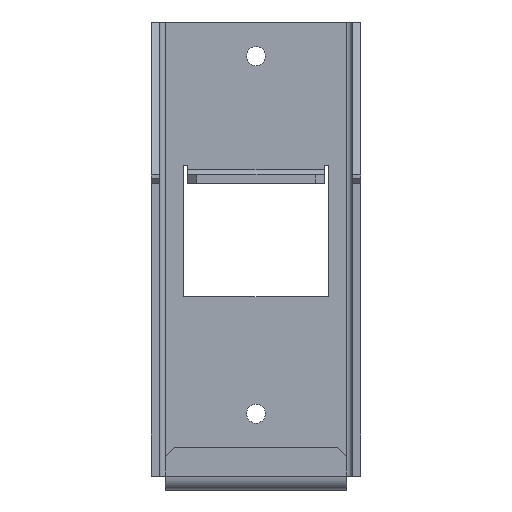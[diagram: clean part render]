
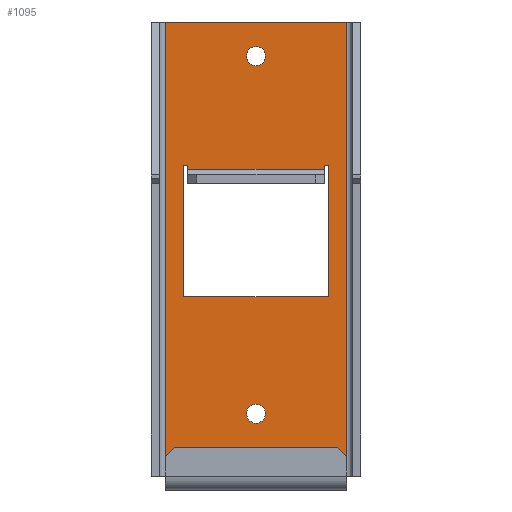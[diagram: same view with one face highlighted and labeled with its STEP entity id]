
A CAD part, top view. The second image highlights one B-rep face of the part: STEP entity #1095.
In plain terms, the highlighted planar face has unit normal (0, 0, 1).
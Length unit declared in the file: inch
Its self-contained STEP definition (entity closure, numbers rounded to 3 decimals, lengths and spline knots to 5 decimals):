
#62=LINE('',#1708,#188);
#63=LINE('',#1710,#189);
#64=LINE('',#1712,#190);
#65=LINE('',#1713,#191);
#66=LINE('',#1716,#192);
#67=LINE('',#1718,#193);
#68=LINE('',#1720,#194);
#69=LINE('',#1722,#195);
#70=LINE('',#1724,#196);
#71=LINE('',#1726,#197);
#72=LINE('',#1728,#198);
#73=LINE('',#1729,#199);
#188=VECTOR('',#1364,39.37008);
#189=VECTOR('',#1365,39.37008);
#190=VECTOR('',#1366,39.37008);
#191=VECTOR('',#1367,39.37008);
#192=VECTOR('',#1368,39.37008);
#193=VECTOR('',#1369,39.37008);
#194=VECTOR('',#1370,39.37008);
#195=VECTOR('',#1371,39.37008);
#196=VECTOR('',#1372,39.37008);
#197=VECTOR('',#1373,39.37008);
#198=VECTOR('',#1374,39.37008);
#199=VECTOR('',#1375,39.37008);
#277=PLANE('',#1193);
#328=FACE_BOUND('',#425,.T.);
#329=FACE_BOUND('',#426,.T.);
#330=FACE_BOUND('',#427,.T.);
#349=FACE_OUTER_BOUND('',#424,.T.);
#424=EDGE_LOOP('',(#829,#830,#831,#832));
#425=EDGE_LOOP('',(#833));
#426=EDGE_LOOP('',(#834));
#427=EDGE_LOOP('',(#835,#836,#837,#838,#839,#840,#841,#842));
#489=CIRCLE('',#1176,0.105);
#491=CIRCLE('',#1179,0.105);
#517=VERTEX_POINT('',#1597);
#519=VERTEX_POINT('',#1602);
#526=VERTEX_POINT('',#1618);
#562=VERTEX_POINT('',#1707);
#563=VERTEX_POINT('',#1709);
#564=VERTEX_POINT('',#1711);
#565=VERTEX_POINT('',#1714);
#566=VERTEX_POINT('',#1715);
#567=VERTEX_POINT('',#1717);
#568=VERTEX_POINT('',#1719);
#569=VERTEX_POINT('',#1721);
#570=VERTEX_POINT('',#1723);
#571=VERTEX_POINT('',#1725);
#572=VERTEX_POINT('',#1727);
#609=EDGE_CURVE('',#517,#517,#489,.T.);
#611=EDGE_CURVE('',#519,#519,#491,.T.);
#662=EDGE_CURVE('',#562,#526,#62,.T.);
#663=EDGE_CURVE('',#526,#563,#63,.T.);
#664=EDGE_CURVE('',#563,#564,#64,.T.);
#665=EDGE_CURVE('',#564,#562,#65,.T.);
#666=EDGE_CURVE('',#565,#566,#66,.T.);
#667=EDGE_CURVE('',#567,#565,#67,.T.);
#668=EDGE_CURVE('',#568,#567,#68,.T.);
#669=EDGE_CURVE('',#569,#568,#69,.T.);
#670=EDGE_CURVE('',#570,#569,#70,.T.);
#671=EDGE_CURVE('',#571,#570,#71,.T.);
#672=EDGE_CURVE('',#572,#571,#72,.T.);
#673=EDGE_CURVE('',#566,#572,#73,.T.);
#829=ORIENTED_EDGE('',*,*,#662,.T.);
#830=ORIENTED_EDGE('',*,*,#663,.T.);
#831=ORIENTED_EDGE('',*,*,#664,.T.);
#832=ORIENTED_EDGE('',*,*,#665,.T.);
#833=ORIENTED_EDGE('',*,*,#609,.F.);
#834=ORIENTED_EDGE('',*,*,#611,.F.);
#835=ORIENTED_EDGE('',*,*,#666,.F.);
#836=ORIENTED_EDGE('',*,*,#667,.F.);
#837=ORIENTED_EDGE('',*,*,#668,.F.);
#838=ORIENTED_EDGE('',*,*,#669,.F.);
#839=ORIENTED_EDGE('',*,*,#670,.F.);
#840=ORIENTED_EDGE('',*,*,#671,.F.);
#841=ORIENTED_EDGE('',*,*,#672,.F.);
#842=ORIENTED_EDGE('',*,*,#673,.F.);
#1095=ADVANCED_FACE('',(#349,#328,#329,#330),#277,.T.);
#1176=AXIS2_PLACEMENT_3D('',#1598,#1281,#1282);
#1179=AXIS2_PLACEMENT_3D('',#1603,#1287,#1288);
#1193=AXIS2_PLACEMENT_3D('',#1706,#1362,#1363);
#1281=DIRECTION('center_axis',(0.,0.,1.));
#1282=DIRECTION('ref_axis',(1.,0.,0.));
#1287=DIRECTION('center_axis',(0.,0.,1.));
#1288=DIRECTION('ref_axis',(1.,0.,0.));
#1362=DIRECTION('center_axis',(0.,0.,1.));
#1363=DIRECTION('ref_axis',(1.,0.,0.));
#1364=DIRECTION('',(0.,-1.,0.));
#1365=DIRECTION('',(1.,0.,0.));
#1366=DIRECTION('',(0.,1.,0.));
#1367=DIRECTION('',(-1.,0.,0.));
#1368=DIRECTION('',(1.,0.,0.));
#1369=DIRECTION('',(0.,-1.,0.));
#1370=DIRECTION('',(-1.,0.,0.));
#1371=DIRECTION('',(0.,1.,0.));
#1372=DIRECTION('',(-1.,0.,0.));
#1373=DIRECTION('',(0.,-1.,0.));
#1374=DIRECTION('',(-1.,0.,0.));
#1375=DIRECTION('',(0.,1.,0.));
#1597=CARTESIAN_POINT('',(-0.105,-1.3125,0.));
#1598=CARTESIAN_POINT('Origin',(0.,-1.3125,0.));
#1602=CARTESIAN_POINT('',(-0.105,2.625,0.));
#1603=CARTESIAN_POINT('Origin',(0.,2.625,0.));
#1618=CARTESIAN_POINT('',(-1.,-2.,0.));
#1706=CARTESIAN_POINT('Origin',(0.,0.,0.));
#1707=CARTESIAN_POINT('',(-1.,3.,0.));
#1708=CARTESIAN_POINT('',(-1.,-3.,0.));
#1709=CARTESIAN_POINT('',(1.,-2.,0.));
#1710=CARTESIAN_POINT('',(0.,-2.,0.));
#1711=CARTESIAN_POINT('',(1.,3.,0.));
#1712=CARTESIAN_POINT('',(1.,-3.,0.));
#1713=CARTESIAN_POINT('',(1.,3.,0.));
#1714=CARTESIAN_POINT('',(-0.795,-0.025,0.));
#1715=CARTESIAN_POINT('',(0.795,-0.025,0.));
#1716=CARTESIAN_POINT('',(0.75,-0.025,0.));
#1717=CARTESIAN_POINT('',(-0.795,1.4225,0.));
#1718=CARTESIAN_POINT('',(-0.795,1.4225,0.));
#1719=CARTESIAN_POINT('',(-0.75,1.4225,0.));
#1720=CARTESIAN_POINT('',(-0.75,1.4225,0.));
#1721=CARTESIAN_POINT('',(-0.75,1.3775,0.));
#1722=CARTESIAN_POINT('',(-0.75,1.3775,0.));
#1723=CARTESIAN_POINT('',(0.75,1.3775,0.));
#1724=CARTESIAN_POINT('',(0.75,1.3775,0.));
#1725=CARTESIAN_POINT('',(0.75,1.4225,0.));
#1726=CARTESIAN_POINT('',(0.75,1.4225,0.));
#1727=CARTESIAN_POINT('',(0.795,1.4225,0.));
#1728=CARTESIAN_POINT('',(0.795,1.4225,0.));
#1729=CARTESIAN_POINT('',(0.795,1.225,0.));
